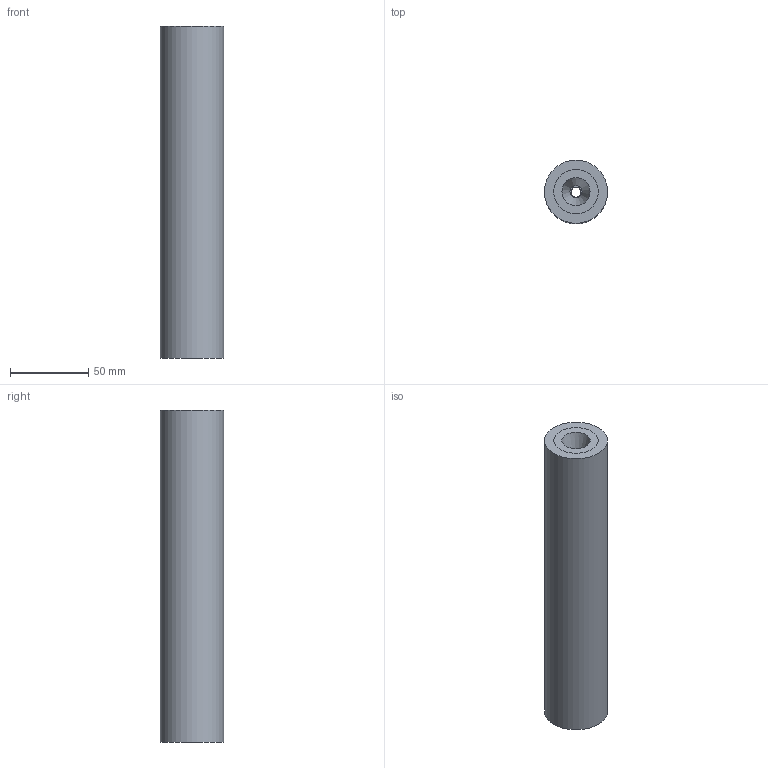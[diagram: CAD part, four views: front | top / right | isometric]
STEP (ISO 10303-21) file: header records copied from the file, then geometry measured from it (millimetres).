
FILE_DESCRIPTION(/* description */ (''),/* implementation_level */ '2;1');
FILE_NAME(/* name */ 'CombustionChamberAssemblyV7.step',/* time_stamp */ '2022-07-15T15:56:46-04:00',/* author */ (''),/* organization */ (''),/* preprocessor_version */ 'ST-DEVELOPER v19',/* originating_system */ 'Autodesk Translation Framework v11.7.0.108',/* authorisation */ '');
FILE_SCHEMA (('AUTOMOTIVE_DESIGN { 1 0 10303 214 3 1 1 }'));
Length unit declared in the file: millimetre
Products named in the file (7): CombustionChamberAssembly; Chamber Casing; Nozzle; Grain; Liner; Post Chamber; Pre Chamber
Assembly tree (6 placements, depth 2):
  CombustionChamberAssembly
    Chamber Casing
    Nozzle
    Grain
    Liner
    Post Chamber
    Pre Chamber
Bounding box: 40.42 x 40.42 x 212.2 mm (x, y, z)
Volume: 204623.4 mm3; surface area: 103653.4 mm2
Topology: 6 solids, 6 shells, 34 faces, 56 edges, 37 vertices
Faces by surface type: cylinder 15, plane 15, cone 2, torus 2
Full cylindrical faces by diameter (mm): 6.35 x1, 7.786 x1, 16 x1, 22.42 x1, 28.42 x3, 30.42 x3, 32.42 x2, 36.42 x2, 40.42 x1
Entity records: 1098 total; most frequent: DIRECTION 191, CARTESIAN_POINT 141, ORIENTED_EDGE 112, AXIS2_PLACEMENT_3D 87, EDGE_CURVE 56, EDGE_LOOP 49, CIRCLE 39, VERTEX_POINT 37
